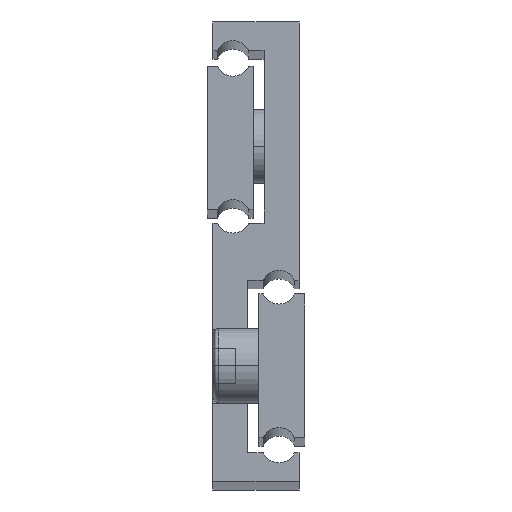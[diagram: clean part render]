
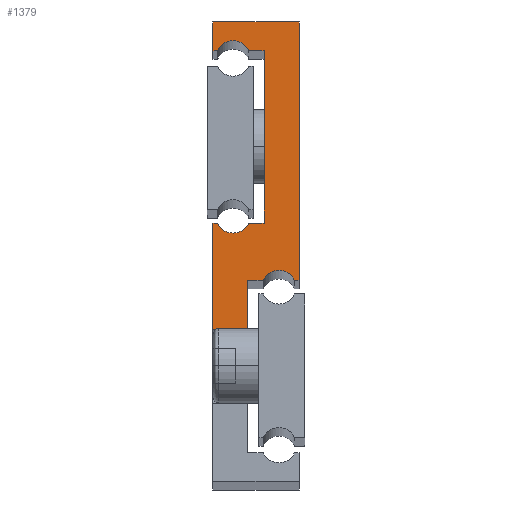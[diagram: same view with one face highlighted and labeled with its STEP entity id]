
A CAD part, top view. The second image highlights one B-rep face of the part: STEP entity #1379.
In plain terms, the highlighted planar face has unit normal (0, 0, 1).
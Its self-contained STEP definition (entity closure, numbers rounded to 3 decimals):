
#23 = ORIENTED_EDGE ( 'NONE', *, *, #98, .T. ) ;
#24 = CARTESIAN_POINT ( 'NONE',  ( 15., 35., 425. ) ) ;
#26 = VECTOR ( 'NONE', #1088, 1000. ) ;
#45 = VERTEX_POINT ( 'NONE', #1632 ) ;
#47 = ORIENTED_EDGE ( 'NONE', *, *, #174, .T. ) ;
#48 = DIRECTION ( 'NONE',  ( 0., 0., -1. ) ) ;
#98 = EDGE_CURVE ( 'NONE', #1894, #1420, #1729, .T. ) ;
#127 = EDGE_CURVE ( 'NONE', #543, #990, #789, .T. ) ;
#153 = DIRECTION ( 'NONE',  ( 1., 0., 0. ) ) ;
#154 = CARTESIAN_POINT ( 'NONE',  ( 3.5, 46.25, 425. ) ) ;
#157 = EDGE_CURVE ( 'NONE', #597, #506, #2077, .T. ) ;
#159 = LINE ( 'NONE', #2195, #2060 ) ;
#174 = EDGE_CURVE ( 'NONE', #703, #543, #451, .T. ) ;
#179 = ORIENTED_EDGE ( 'NONE', *, *, #1307, .T. ) ;
#180 = DIRECTION ( 'NONE',  ( -1., 0., 0. ) ) ;
#190 = EDGE_LOOP ( 'NONE', ( #179, #485, #1849, #1158, #23, #777, #1544, #1204, #2026, #941, #47, #1408, #1734, #1063, #1559, #475 ) ) ;
#203 = CARTESIAN_POINT ( 'NONE',  ( 8.9, 75., 425. ) ) ;
#212 = CARTESIAN_POINT ( 'NONE',  ( 8.9, 45., 425. ) ) ;
#218 = LINE ( 'NONE', #1242, #381 ) ;
#251 = VERTEX_POINT ( 'NONE', #1557 ) ;
#262 = EDGE_CURVE ( 'NONE', #1947, #703, #218, .T. ) ;
#275 = CARTESIAN_POINT ( 'NONE',  ( 15., 35., 425. ) ) ;
#304 = CARTESIAN_POINT ( 'NONE',  ( 0., 80., 425. ) ) ;
#327 = EDGE_CURVE ( 'NONE', #357, #366, #1099, .T. ) ;
#338 = VECTOR ( 'NONE', #638, 1000. ) ;
#357 = VERTEX_POINT ( 'NONE', #1412 ) ;
#366 = VERTEX_POINT ( 'NONE', #1909 ) ;
#378 = CARTESIAN_POINT ( 'NONE',  ( 8.9, 75., 425. ) ) ;
#381 = VECTOR ( 'NONE', #599, 1000. ) ;
#389 = EDGE_CURVE ( 'NONE', #366, #251, #2090, .T. ) ;
#443 = FACE_OUTER_BOUND ( 'NONE', #190, .T. ) ;
#451 = CIRCLE ( 'NONE', #1020, 3. ) ;
#465 = DIRECTION ( 'NONE',  ( 0., -1., 0. ) ) ;
#475 = ORIENTED_EDGE ( 'NONE', *, *, #1346, .T. ) ;
#476 = CARTESIAN_POINT ( 'NONE',  ( 0., 80., 425. ) ) ;
#485 = ORIENTED_EDGE ( 'NONE', *, *, #327, .T. ) ;
#487 = EDGE_CURVE ( 'NONE', #251, #1894, #159, .T. ) ;
#506 = VERTEX_POINT ( 'NONE', #1271 ) ;
#543 = VERTEX_POINT ( 'NONE', #1699 ) ;
#548 = CARTESIAN_POINT ( 'NONE',  ( 8.773, 35., 425. ) ) ;
#550 = DIRECTION ( 'NONE',  ( 0., 1., 0. ) ) ;
#564 = CARTESIAN_POINT ( 'NONE',  ( 6., 5., 425. ) ) ;
#597 = VERTEX_POINT ( 'NONE', #24 ) ;
#599 = DIRECTION ( 'NONE',  ( 1., 0., 0. ) ) ;
#611 = VECTOR ( 'NONE', #1492, 1000. ) ;
#633 = DIRECTION ( 'NONE',  ( 1., 0., 0. ) ) ;
#638 = DIRECTION ( 'NONE',  ( -1., 0., 0. ) ) ;
#657 = CARTESIAN_POINT ( 'NONE',  ( 14.227, 35., 425. ) ) ;
#665 = LINE ( 'NONE', #1463, #338 ) ;
#674 = VECTOR ( 'NONE', #2157, 1000. ) ;
#687 = CARTESIAN_POINT ( 'NONE',  ( 0., 75., 425. ) ) ;
#703 = VERTEX_POINT ( 'NONE', #1981 ) ;
#750 = VERTEX_POINT ( 'NONE', #1773 ) ;
#777 = ORIENTED_EDGE ( 'NONE', *, *, #1403, .T. ) ;
#789 = LINE ( 'NONE', #827, #611 ) ;
#800 = CARTESIAN_POINT ( 'NONE',  ( 0., 0., 425. ) ) ;
#808 = CARTESIAN_POINT ( 'NONE',  ( 11.5, 33.75, 425. ) ) ;
#827 = CARTESIAN_POINT ( 'NONE',  ( 6.227, 75., 425. ) ) ;
#828 = DIRECTION ( 'NONE',  ( 0., -1., 0. ) ) ;
#850 = AXIS2_PLACEMENT_3D ( 'NONE', #808, #1295, #1987 ) ;
#864 = LINE ( 'NONE', #203, #2052 ) ;
#941 = ORIENTED_EDGE ( 'NONE', *, *, #262, .T. ) ;
#969 = DIRECTION ( 'NONE',  ( 0., 0., -1. ) ) ;
#979 = DIRECTION ( 'NONE',  ( -1., 0., 0. ) ) ;
#990 = VERTEX_POINT ( 'NONE', #378 ) ;
#996 = DIRECTION ( 'NONE',  ( 0., 0., -1. ) ) ;
#997 = EDGE_CURVE ( 'NONE', #506, #1797, #1697, .T. ) ;
#1002 = VERTEX_POINT ( 'NONE', #212 ) ;
#1020 = AXIS2_PLACEMENT_3D ( 'NONE', #1873, #996, #153 ) ;
#1037 = VECTOR ( 'NONE', #465, 1000. ) ;
#1041 = DIRECTION ( 'NONE',  ( -1., 0., 0. ) ) ;
#1052 = VECTOR ( 'NONE', #828, 1000. ) ;
#1055 = EDGE_CURVE ( 'NONE', #990, #1002, #864, .T. ) ;
#1063 = ORIENTED_EDGE ( 'NONE', *, *, #1893, .T. ) ;
#1065 = CARTESIAN_POINT ( 'NONE',  ( 0., 26.5, 425. ) ) ;
#1088 = DIRECTION ( 'NONE',  ( 0., 1., 0. ) ) ;
#1099 = LINE ( 'NONE', #1065, #2168 ) ;
#1122 = LINE ( 'NONE', #275, #674 ) ;
#1126 = VECTOR ( 'NONE', #550, 1000. ) ;
#1158 = ORIENTED_EDGE ( 'NONE', *, *, #487, .T. ) ;
#1165 = PLANE ( 'NONE',  #2055 ) ;
#1204 = ORIENTED_EDGE ( 'NONE', *, *, #997, .T. ) ;
#1242 = CARTESIAN_POINT ( 'NONE',  ( 0., 75., 425. ) ) ;
#1271 = CARTESIAN_POINT ( 'NONE',  ( 15., 80., 425. ) ) ;
#1295 = DIRECTION ( 'NONE',  ( 0., 0., -1. ) ) ;
#1306 = LINE ( 'NONE', #800, #1052 ) ;
#1307 = EDGE_CURVE ( 'NONE', #45, #357, #1306, .T. ) ;
#1346 = EDGE_CURVE ( 'NONE', #750, #45, #665, .T. ) ;
#1379 = ADVANCED_FACE ( 'NONE', ( #443 ), #1165, .F. ) ;
#1403 = EDGE_CURVE ( 'NONE', #1420, #597, #1122, .T. ) ;
#1408 = ORIENTED_EDGE ( 'NONE', *, *, #127, .T. ) ;
#1412 = CARTESIAN_POINT ( 'NONE',  ( 0., 26.5, 425. ) ) ;
#1420 = VERTEX_POINT ( 'NONE', #657 ) ;
#1422 = VECTOR ( 'NONE', #1041, 1000. ) ;
#1463 = CARTESIAN_POINT ( 'NONE',  ( 0., 45., 425. ) ) ;
#1492 = DIRECTION ( 'NONE',  ( 1., 0., 0. ) ) ;
#1527 = DIRECTION ( 'NONE',  ( 0., -1., 0. ) ) ;
#1544 = ORIENTED_EDGE ( 'NONE', *, *, #157, .T. ) ;
#1555 = CARTESIAN_POINT ( 'NONE',  ( 3.5, 46.25, 425. ) ) ;
#1557 = CARTESIAN_POINT ( 'NONE',  ( 6., 35., 425. ) ) ;
#1559 = ORIENTED_EDGE ( 'NONE', *, *, #2053, .T. ) ;
#1632 = CARTESIAN_POINT ( 'NONE',  ( 0., 45., 425. ) ) ;
#1666 = EDGE_CURVE ( 'NONE', #1797, #1947, #2155, .T. ) ;
#1697 = LINE ( 'NONE', #1878, #1802 ) ;
#1699 = CARTESIAN_POINT ( 'NONE',  ( 6.227, 75., 425. ) ) ;
#1729 = CIRCLE ( 'NONE', #850, 3. ) ;
#1734 = ORIENTED_EDGE ( 'NONE', *, *, #1055, .T. ) ;
#1773 = CARTESIAN_POINT ( 'NONE',  ( 0.773, 45., 425. ) ) ;
#1797 = VERTEX_POINT ( 'NONE', #304 ) ;
#1802 = VECTOR ( 'NONE', #180, 1000. ) ;
#1849 = ORIENTED_EDGE ( 'NONE', *, *, #389, .T. ) ;
#1873 = CARTESIAN_POINT ( 'NONE',  ( 3.5, 73.75, 425. ) ) ;
#1878 = CARTESIAN_POINT ( 'NONE',  ( 15., 80., 425. ) ) ;
#1893 = EDGE_CURVE ( 'NONE', #1002, #2033, #2075, .T. ) ;
#1894 = VERTEX_POINT ( 'NONE', #548 ) ;
#1895 = CARTESIAN_POINT ( 'NONE',  ( 6.227, 45., 425. ) ) ;
#1909 = CARTESIAN_POINT ( 'NONE',  ( 6., 26.5, 425. ) ) ;
#1947 = VERTEX_POINT ( 'NONE', #687 ) ;
#1952 = DIRECTION ( 'NONE',  ( -1., 0., 0. ) ) ;
#1981 = CARTESIAN_POINT ( 'NONE',  ( 0.773, 75., 425. ) ) ;
#1987 = DIRECTION ( 'NONE',  ( -1., 0., 0. ) ) ;
#2026 = ORIENTED_EDGE ( 'NONE', *, *, #1666, .T. ) ;
#2033 = VERTEX_POINT ( 'NONE', #2122 ) ;
#2052 = VECTOR ( 'NONE', #1527, 1000. ) ;
#2053 = EDGE_CURVE ( 'NONE', #2033, #750, #2084, .T. ) ;
#2055 = AXIS2_PLACEMENT_3D ( 'NONE', #154, #969, #979 ) ;
#2060 = VECTOR ( 'NONE', #633, 1000. ) ;
#2075 = LINE ( 'NONE', #1895, #1422 ) ;
#2077 = LINE ( 'NONE', #2201, #1126 ) ;
#2084 = CIRCLE ( 'NONE', #2121, 3. ) ;
#2090 = LINE ( 'NONE', #564, #26 ) ;
#2100 = DIRECTION ( 'NONE',  ( 1., 0., 0. ) ) ;
#2121 = AXIS2_PLACEMENT_3D ( 'NONE', #1555, #48, #1952 ) ;
#2122 = CARTESIAN_POINT ( 'NONE',  ( 6.227, 45., 425. ) ) ;
#2155 = LINE ( 'NONE', #476, #1037 ) ;
#2157 = DIRECTION ( 'NONE',  ( 1., 0., 0. ) ) ;
#2168 = VECTOR ( 'NONE', #2100, 1000. ) ;
#2195 = CARTESIAN_POINT ( 'NONE',  ( 8.773, 35., 425. ) ) ;
#2201 = CARTESIAN_POINT ( 'NONE',  ( 15., 80., 425. ) ) ;
